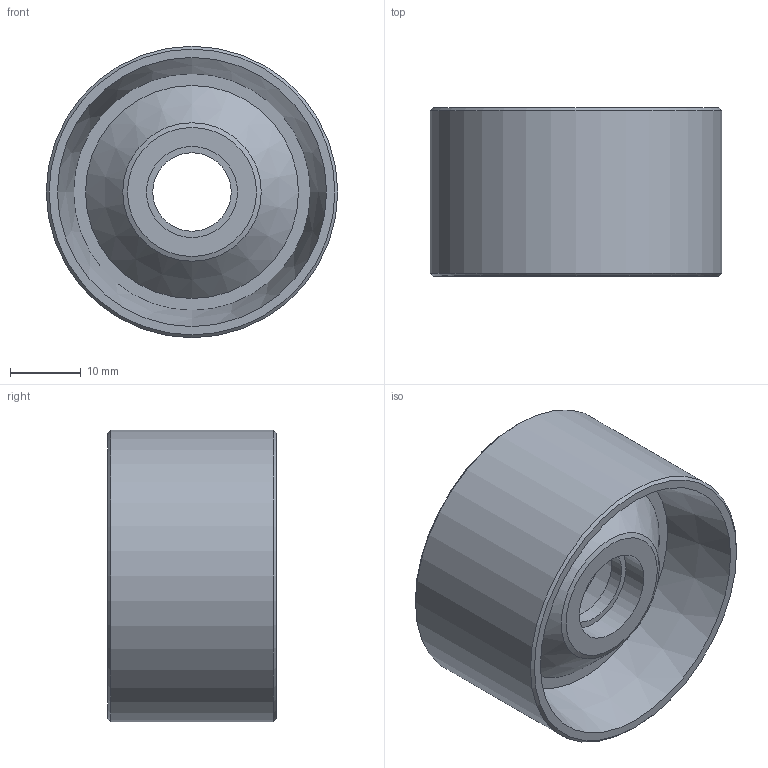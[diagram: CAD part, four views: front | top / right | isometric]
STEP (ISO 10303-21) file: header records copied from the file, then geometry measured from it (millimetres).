
FILE_DESCRIPTION(/* description */ (''),/* implementation_level */ '2;1');
FILE_NAME(/* name */ 'Flywheel.stp',/* time_stamp */ '2024-03-14T23:00:21-04:00',/* author */ ('Nathan Cai'),/* organization */ (''),/* preprocessor_version */ 'ST-DEVELOPER v19.2',/* originating_system */ 'Autodesk Inventor 2023',/* authorisation */ '');
FILE_SCHEMA (('AUTOMOTIVE_DESIGN { 1 0 10303 214 3 1 1 }'));
Length unit declared in the file: inch
Products named in the file (1): Flywheel
Bounding box: 41.27 x 23.81 x 41.27 mm (x, y, z)
Volume: 13511.5 mm3; surface area: 8013.1 mm2
Topology: 1 solids, 1 shells, 21 faces, 36 edges, 24 vertices
Faces by surface type: plane 9, cylinder 6, cone 6
Full cylindrical faces by diameter (mm): 11.112 x1, 12.9 x1, 28.15 x1, 34.925 x1, 37.2 x1, 41.275 x1
Entity records: 563 total; most frequent: DIRECTION 104, CARTESIAN_POINT 82, ORIENTED_EDGE 72, AXIS2_PLACEMENT_3D 46, EDGE_CURVE 36, EDGE_LOOP 30, CIRCLE 24, VERTEX_POINT 24
